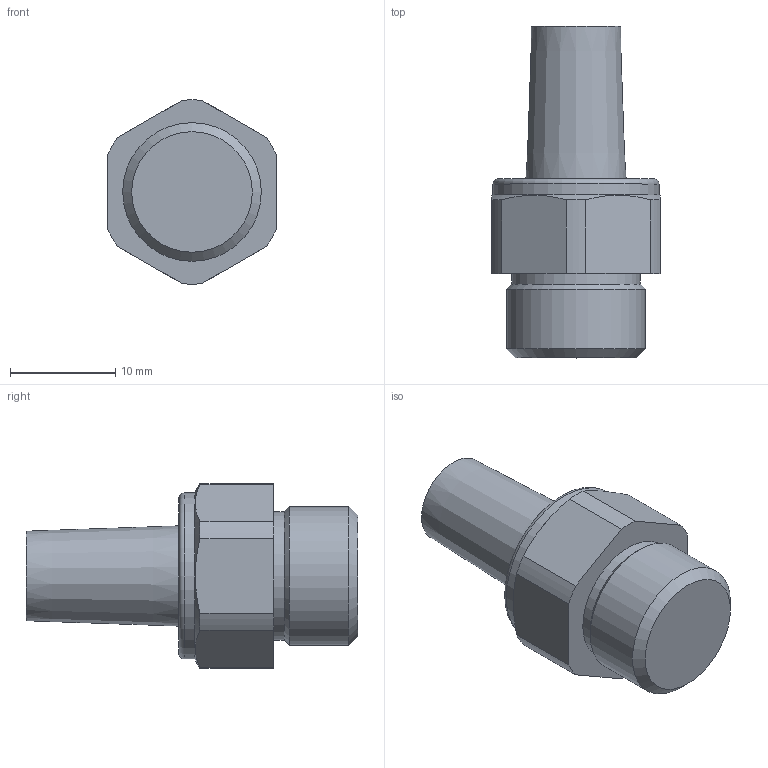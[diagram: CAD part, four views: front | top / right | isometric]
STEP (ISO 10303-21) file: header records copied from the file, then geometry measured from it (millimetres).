
FILE_DESCRIPTION(/* description */ ('Alibre Inc.'),/* implementation_level */ '2;1');
FILE_NAME(/* name */ 'export-3834F0AD-725C-4CEF-B2EF-09AD0E707809',/* time_stamp */ '2020-07-21T16:02:47+02:00',/* author */ (''),/* organization */ (''),/* preprocessor_version */ 'ST-DEVELOPER v17',/* originating_system */ 'Alibre',/* authorisation */ '');
FILE_SCHEMA (('AUTOMOTIVE_DESIGN'));
Length unit declared in the file: millimetre
Products named in the file (1): _W0970530023
Bounding box: 16 x 31.5 x 17.49 mm (x, y, z)
Volume: 3902.8 mm3; surface area: 1621.9 mm2
Topology: 1 solids, 1 shells, 25 faces, 59 edges, 38 vertices
Faces by surface type: plane 10, cylinder 10, cone 4, torus 1
Full cylindrical faces by diameter (mm): 12.2 x1, 13.157 x1, 15.76 x1
Entity records: 726 total; most frequent: CARTESIAN_POINT 134, DIRECTION 119, ORIENTED_EDGE 118, EDGE_CURVE 59, AXIS2_PLACEMENT_3D 52, VERTEX_POINT 38, CIRCLE 27, EDGE_LOOP 27
